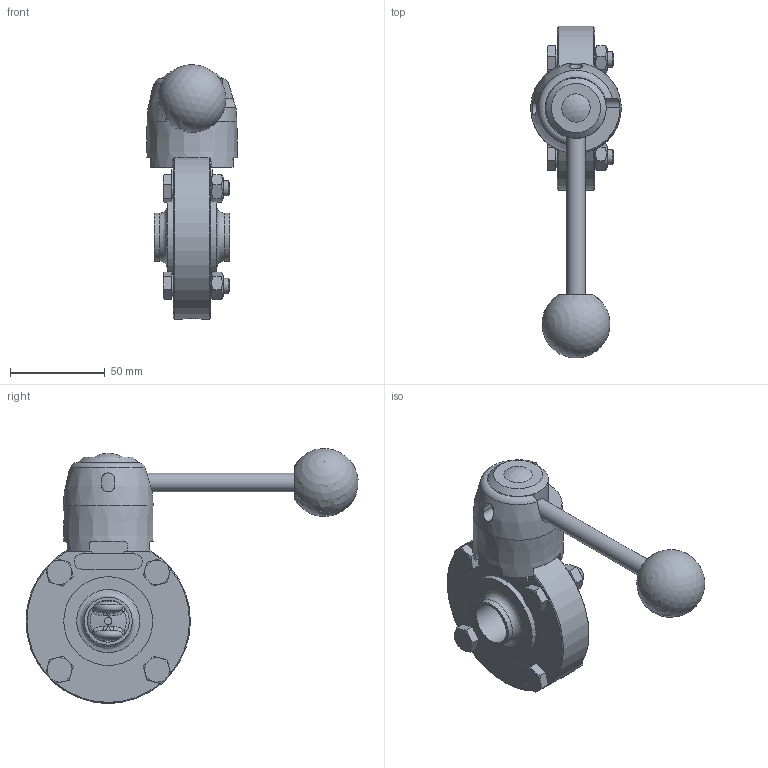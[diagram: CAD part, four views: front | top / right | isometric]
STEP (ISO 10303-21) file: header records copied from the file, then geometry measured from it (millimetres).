
FILE_DESCRIPTION((''),'2;1');
FILE_NAME('52204100XX00.stp','2010-11-26T09:02:37',('Creator'),(''),'Autodesk Inventor 2010','Autodesk Inventor 2010','');
FILE_SCHEMA(('AUTOMOTIVE_DESIGN { 1 0 10303 214 1 1 1 1 }'));
Length unit declared in the file: millimetre
Products named in the file (1): 52204100XX00
Bounding box: 47.89 x 175.65 x 134.71 mm (x, y, z)
Volume: 221866.1 mm3; surface area: 55515.6 mm2
Topology: 1 solids, 9 shells, 353 faces, 909 edges, 577 vertices
Faces by surface type: plane 168, cylinder 78, cone 63, bspline 31, torus 9, sphere 4
Full cylindrical faces by diameter (mm): 4.134 x1, 5.5 x1, 6.2 x1, 6.8 x1, 7.2 x2, 7.323 x4, 8 x8, 8.5 x4, 8.8 x3, 9 x1, 10 x3, 10.5 x1, 11.4 x4, 12.2 x2, 13.8 x1, 14 x1, 22.3 x2, 25.4 x2, 31.9 x1, 47 x2, 87 x1
Entity records: 12832 total; most frequent: CARTESIAN_POINT 5242, ORIENTED_EDGE 1562, DIRECTION 1444, EDGE_CURVE 781, AXIS2_PLACEMENT_3D 605, VERTEX_POINT 540, EDGE_LOOP 483, FACE_OUTER_BOUND 352
